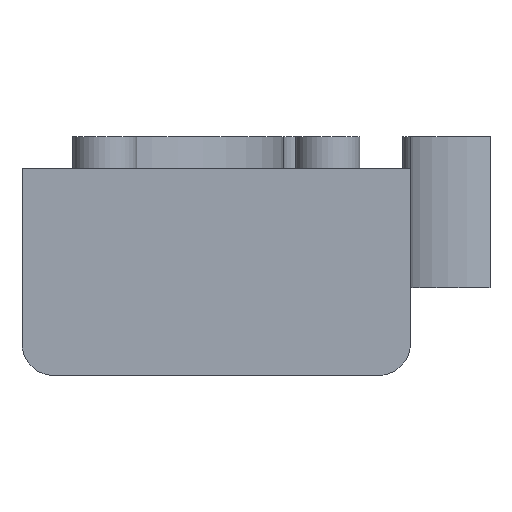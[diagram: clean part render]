
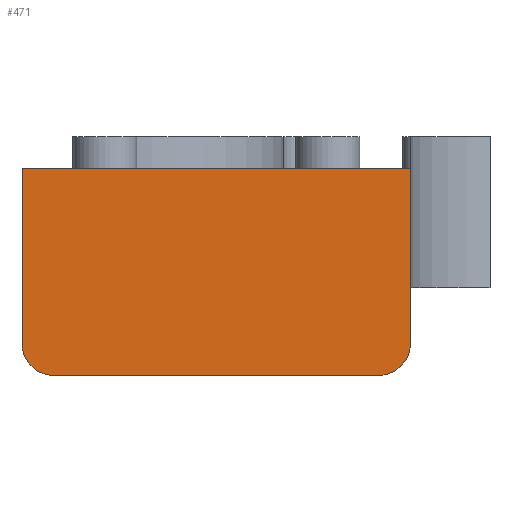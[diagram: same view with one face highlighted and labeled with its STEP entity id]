
A CAD part, front view. The second image highlights one B-rep face of the part: STEP entity #471.
In plain terms, the highlighted planar face has unit normal (0, -1, 0).
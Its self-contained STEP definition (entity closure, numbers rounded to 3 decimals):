
#471 = ADVANCED_FACE('',(#472),#486,.F.);
#472 = FACE_BOUND('',#473,.T.);
#473 = EDGE_LOOP('',(#474,#497,#518,#534,#550,#566));
#474 = ORIENTED_EDGE('',*,*,#475,.F.);
#475 = EDGE_CURVE('',#476,#478,#480,.T.);
#476 = VERTEX_POINT('',#477);
#477 = CARTESIAN_POINT('',(22.4,0.,-15.));
#478 = VERTEX_POINT('',#479);
#479 = CARTESIAN_POINT('',(2.,0.,-15.));
#480 = SURFACE_CURVE('',#481,(#485),.PCURVE_S1.);
#481 = LINE('',#482,#483);
#482 = CARTESIAN_POINT('',(24.4,0.,-15.));
#483 = VECTOR('',#484,1.);
#484 = DIRECTION('',(-1.,-0.,-0.));
#485 = PCURVE('',#486,#491);
#486 = PLANE('',#487);
#487 = AXIS2_PLACEMENT_3D('',#488,#489,#490);
#488 = CARTESIAN_POINT('',(24.4,0.,-15.));
#489 = DIRECTION('',(0.,1.,0.));
#490 = DIRECTION('',(0.,-0.,1.));
#491 = DEFINITIONAL_REPRESENTATION('',(#492),#496);
#492 = LINE('',#493,#494);
#493 = CARTESIAN_POINT('',(0.,0.));
#494 = VECTOR('',#495,1.);
#495 = DIRECTION('',(0.,-1.));
#496 = ( GEOMETRIC_REPRESENTATION_CONTEXT(2) 
PARAMETRIC_REPRESENTATION_CONTEXT() REPRESENTATION_CONTEXT('2D SPACE',''
  ) );
#497 = ORIENTED_EDGE('',*,*,#498,.T.);
#498 = EDGE_CURVE('',#476,#499,#501,.T.);
#499 = VERTEX_POINT('',#500);
#500 = CARTESIAN_POINT('',(24.4,0.,-13.));
#501 = SURFACE_CURVE('',#502,(#507),.PCURVE_S1.);
#502 = CIRCLE('',#503,2.);
#503 = AXIS2_PLACEMENT_3D('',#504,#505,#506);
#504 = CARTESIAN_POINT('',(22.4,0.,-13.));
#505 = DIRECTION('',(0.,-1.,0.));
#506 = DIRECTION('',(0.,0.,1.));
#507 = PCURVE('',#486,#508);
#508 = DEFINITIONAL_REPRESENTATION('',(#509),#517);
#509 = ( BOUNDED_CURVE() B_SPLINE_CURVE(2,(#510,#511,#512,#513,#514,#515
,#516),.UNSPECIFIED.,.T.,.F.) B_SPLINE_CURVE_WITH_KNOTS((1,2,2,2,2,1),(
    -2.094,0.,2.094,4.189,6.283,
8.378),.UNSPECIFIED.) CURVE() GEOMETRIC_REPRESENTATION_ITEM() 
RATIONAL_B_SPLINE_CURVE((1.,0.5,1.,0.5,1.,0.5,1.)) REPRESENTATION_ITEM(
  '') );
#510 = CARTESIAN_POINT('',(4.,-2.));
#511 = CARTESIAN_POINT('',(4.,-5.464));
#512 = CARTESIAN_POINT('',(1.,-3.732));
#513 = CARTESIAN_POINT('',(-2.,-2.));
#514 = CARTESIAN_POINT('',(1.,-0.268));
#515 = CARTESIAN_POINT('',(4.,1.464));
#516 = CARTESIAN_POINT('',(4.,-2.));
#517 = ( GEOMETRIC_REPRESENTATION_CONTEXT(2) 
PARAMETRIC_REPRESENTATION_CONTEXT() REPRESENTATION_CONTEXT('2D SPACE',''
  ) );
#518 = ORIENTED_EDGE('',*,*,#519,.F.);
#519 = EDGE_CURVE('',#520,#499,#522,.T.);
#520 = VERTEX_POINT('',#521);
#521 = CARTESIAN_POINT('',(24.4,0.,-2.));
#522 = SURFACE_CURVE('',#523,(#527),.PCURVE_S1.);
#523 = LINE('',#524,#525);
#524 = CARTESIAN_POINT('',(24.4,0.,-15.));
#525 = VECTOR('',#526,1.);
#526 = DIRECTION('',(-0.,-0.,-1.));
#527 = PCURVE('',#486,#528);
#528 = DEFINITIONAL_REPRESENTATION('',(#529),#533);
#529 = LINE('',#530,#531);
#530 = CARTESIAN_POINT('',(0.,0.));
#531 = VECTOR('',#532,1.);
#532 = DIRECTION('',(-1.,0.));
#533 = ( GEOMETRIC_REPRESENTATION_CONTEXT(2) 
PARAMETRIC_REPRESENTATION_CONTEXT() REPRESENTATION_CONTEXT('2D SPACE',''
  ) );
#534 = ORIENTED_EDGE('',*,*,#535,.T.);
#535 = EDGE_CURVE('',#520,#536,#538,.T.);
#536 = VERTEX_POINT('',#537);
#537 = CARTESIAN_POINT('',(0.,0.,-2.));
#538 = SURFACE_CURVE('',#539,(#543),.PCURVE_S1.);
#539 = LINE('',#540,#541);
#540 = CARTESIAN_POINT('',(24.4,0.,-2.));
#541 = VECTOR('',#542,1.);
#542 = DIRECTION('',(-1.,0.,0.));
#543 = PCURVE('',#486,#544);
#544 = DEFINITIONAL_REPRESENTATION('',(#545),#549);
#545 = LINE('',#546,#547);
#546 = CARTESIAN_POINT('',(13.,0.));
#547 = VECTOR('',#548,1.);
#548 = DIRECTION('',(0.,-1.));
#549 = ( GEOMETRIC_REPRESENTATION_CONTEXT(2) 
PARAMETRIC_REPRESENTATION_CONTEXT() REPRESENTATION_CONTEXT('2D SPACE',''
  ) );
#550 = ORIENTED_EDGE('',*,*,#551,.T.);
#551 = EDGE_CURVE('',#536,#552,#554,.T.);
#552 = VERTEX_POINT('',#553);
#553 = CARTESIAN_POINT('',(0.,0.,-13.));
#554 = SURFACE_CURVE('',#555,(#559),.PCURVE_S1.);
#555 = LINE('',#556,#557);
#556 = CARTESIAN_POINT('',(0.,0.,-15.));
#557 = VECTOR('',#558,1.);
#558 = DIRECTION('',(-0.,-0.,-1.));
#559 = PCURVE('',#486,#560);
#560 = DEFINITIONAL_REPRESENTATION('',(#561),#565);
#561 = LINE('',#562,#563);
#562 = CARTESIAN_POINT('',(0.,-24.4));
#563 = VECTOR('',#564,1.);
#564 = DIRECTION('',(-1.,0.));
#565 = ( GEOMETRIC_REPRESENTATION_CONTEXT(2) 
PARAMETRIC_REPRESENTATION_CONTEXT() REPRESENTATION_CONTEXT('2D SPACE',''
  ) );
#566 = ORIENTED_EDGE('',*,*,#567,.T.);
#567 = EDGE_CURVE('',#552,#478,#568,.T.);
#568 = SURFACE_CURVE('',#569,(#574),.PCURVE_S1.);
#569 = CIRCLE('',#570,2.);
#570 = AXIS2_PLACEMENT_3D('',#571,#572,#573);
#571 = CARTESIAN_POINT('',(2.,0.,-13.));
#572 = DIRECTION('',(0.,-1.,0.));
#573 = DIRECTION('',(0.,0.,1.));
#574 = PCURVE('',#486,#575);
#575 = DEFINITIONAL_REPRESENTATION('',(#576),#584);
#576 = ( BOUNDED_CURVE() B_SPLINE_CURVE(2,(#577,#578,#579,#580,#581,#582
,#583),.UNSPECIFIED.,.T.,.F.) B_SPLINE_CURVE_WITH_KNOTS((1,2,2,2,2,1),(
    -2.094,0.,2.094,4.189,6.283,
8.378),.UNSPECIFIED.) CURVE() GEOMETRIC_REPRESENTATION_ITEM() 
RATIONAL_B_SPLINE_CURVE((1.,0.5,1.,0.5,1.,0.5,1.)) REPRESENTATION_ITEM(
  '') );
#577 = CARTESIAN_POINT('',(4.,-22.4));
#578 = CARTESIAN_POINT('',(4.,-25.864));
#579 = CARTESIAN_POINT('',(1.,-24.132));
#580 = CARTESIAN_POINT('',(-2.,-22.4));
#581 = CARTESIAN_POINT('',(1.,-20.668));
#582 = CARTESIAN_POINT('',(4.,-18.936));
#583 = CARTESIAN_POINT('',(4.,-22.4));
#584 = ( GEOMETRIC_REPRESENTATION_CONTEXT(2) 
PARAMETRIC_REPRESENTATION_CONTEXT() REPRESENTATION_CONTEXT('2D SPACE',''
  ) );
